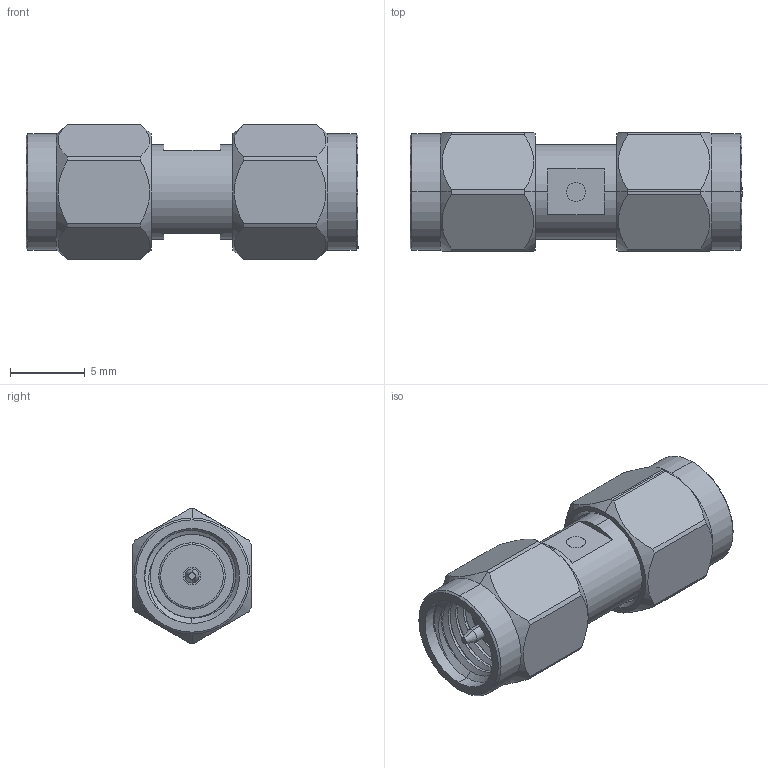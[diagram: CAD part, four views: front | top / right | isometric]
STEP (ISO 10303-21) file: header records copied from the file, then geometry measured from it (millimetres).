
FILE_DESCRIPTION (( 'STEP AP203' ), '1' );
FILE_NAME ('SM4961.step', '2018-09-06T14:42:45', ( '' ), ( '' ), 'SwSTEP 2.0', 'SolidWorks 2017', '' );
FILE_SCHEMA (( 'CONFIG_CONTROL_DESIGN' ));
Length unit declared in the file: inch
Products named in the file (1): SM4961
Bounding box: 22.2 x 7.94 x 8.99 mm (x, y, z)
Volume: 805.1 mm3; surface area: 1080.3 mm2
Topology: 1 solids, 1 shells, 138 faces, 338 edges, 216 vertices
Faces by surface type: cylinder 68, plane 34, cone 26, bspline 6, torus 4
Entity records: 6087 total; most frequent: CARTESIAN_POINT 2907, ORIENTED_EDGE 676, DIRECTION 636, EDGE_CURVE 338, AXIS2_PLACEMENT_3D 261, VERTEX_POINT 216, EDGE_LOOP 152, ADVANCED_FACE 138
